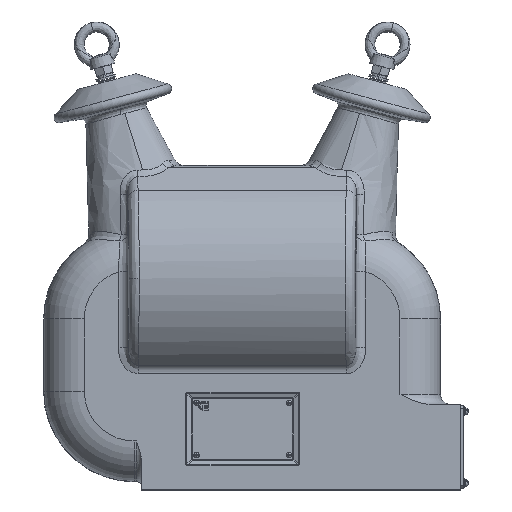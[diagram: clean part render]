
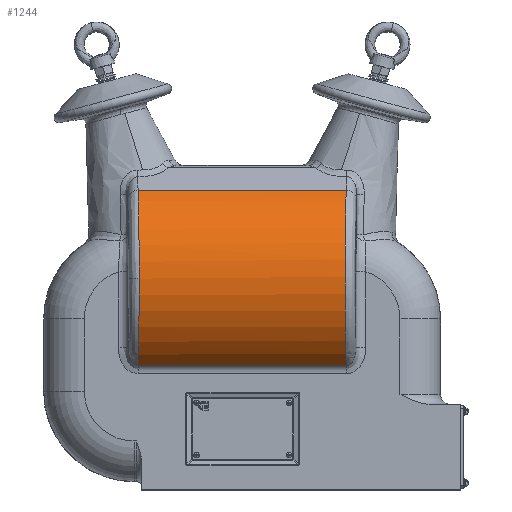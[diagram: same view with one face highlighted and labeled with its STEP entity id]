
A CAD part, top view. The second image highlights one B-rep face of the part: STEP entity #1244.
In plain terms, the highlighted cylindrical face has radius 107.5 mm (diameter 215 mm), a partial arc.
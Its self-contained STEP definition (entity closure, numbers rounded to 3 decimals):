
#1244 = ADVANCED_FACE ( 'NONE', ( #21734 ), #21738, .T. ) ;
#2577 = VERTEX_POINT ( 'NONE', #20303 ) ;
#2614 = LINE ( 'NONE', #18002, #2622 ) ;
#2616 = VERTEX_POINT ( 'NONE', #20355 ) ;
#2622 = VECTOR ( 'NONE', #17975, 1000. ) ;
#2691 = LINE ( 'NONE', #18081, #2773 ) ;
#2773 = VECTOR ( 'NONE', #18179, 1000. ) ;
#7951 = EDGE_CURVE ( 'NONE', #14055, #14142, #24477, .T. ) ;
#9041 = CARTESIAN_POINT ( 'NONE',  ( 103.476, -11.341, 64.043 ) ) ;
#9062 = CARTESIAN_POINT ( 'NONE',  ( -103.531, 163.032, 61.698 ) ) ;
#9075 = CARTESIAN_POINT ( 'NONE',  ( 103.531, 163.032, 61.698 ) ) ;
#14055 = VERTEX_POINT ( 'NONE', #9041 ) ;
#14104 = VERTEX_POINT ( 'NONE', #9062 ) ;
#14142 = VERTEX_POINT ( 'NONE', #9075 ) ;
#15468 = AXIS2_PLACEMENT_3D ( 'NONE', #29738, #29751, #29740 ) ;
#16534 = ORIENTED_EDGE ( 'NONE', *, *, #24799, .T. ) ;
#16555 = ORIENTED_EDGE ( 'NONE', *, *, #25673, .T. ) ;
#16556 = ORIENTED_EDGE ( 'NONE', *, *, #25682, .T. ) ;
#16562 = ORIENTED_EDGE ( 'NONE', *, *, #7951, .T. ) ;
#16574 = ORIENTED_EDGE ( 'NONE', *, *, #25670, .T. ) ;
#17822 = CARTESIAN_POINT ( 'NONE',  ( -103.531, 163.032, 61.698 ) ) ;
#17952 = CARTESIAN_POINT ( 'NONE',  ( -102.443, 110.77, 107.5 ) ) ;
#17960 = CARTESIAN_POINT ( 'NONE',  ( -102.836, 142.502, 90.99 ) ) ;
#17961 = CARTESIAN_POINT ( 'NONE',  ( -102.443, 75., 107.5 ) ) ;
#17975 = DIRECTION ( 'NONE',  ( -1., 0., 0. ) ) ;
#18002 = CARTESIAN_POINT ( 'NONE',  ( 115., 163.032, 61.698 ) ) ;
#18081 = CARTESIAN_POINT ( 'NONE',  ( 115., -11.341, 64.043 ) ) ;
#18179 = DIRECTION ( 'NONE',  ( 1., 0., 0. ) ) ;
#20303 = CARTESIAN_POINT ( 'NONE',  ( -103.476, -11.341, 64.043 ) ) ;
#20355 = CARTESIAN_POINT ( 'NONE',  ( -102.443, 75., 107.5 ) ) ;
#20923 = CARTESIAN_POINT ( 'NONE',  ( 103.531, 163.032, 61.698 ) ) ;
#20941 = CARTESIAN_POINT ( 'NONE',  ( 101.942, 36.54, 128.595 ) ) ;
#20958 = CARTESIAN_POINT ( 'NONE',  ( 101.968, 116.904, 127.514 ) ) ;
#20972 = CARTESIAN_POINT ( 'NONE',  ( 103.476, -11.341, 64.043 ) ) ;
#21734 = FACE_OUTER_BOUND ( 'NONE', #27169, .T. ) ;
#21738 = CYLINDRICAL_SURFACE ( 'NONE', #15468, 107.5 ) ;
#23953 = CARTESIAN_POINT ( 'NONE',  ( -102.443, 75., 107.5 ) ) ;
#23954 = CARTESIAN_POINT ( 'NONE',  ( -102.443, 40.311, 107.5 ) ) ;
#24140 = CARTESIAN_POINT ( 'NONE',  ( -103.476, -11.341, 64.043 ) ) ;
#24148 = CARTESIAN_POINT ( 'NONE',  ( -102.814, 9.325, 91.904 ) ) ;
#24465 =( BOUNDED_CURVE ( )  B_SPLINE_CURVE ( 3, ( #23953, #23954, #24148, #24140 ),
 .UNSPECIFIED., .F., .T. ) 
 B_SPLINE_CURVE_WITH_KNOTS ( ( 4, 4 ),
 ( 0., 0.933 ),
 .UNSPECIFIED. ) 
 CURVE ( )  GEOMETRIC_REPRESENTATION_ITEM ( )  RATIONAL_B_SPLINE_CURVE ( ( 1., 0.929, 0.929, 1. ) ) 
 REPRESENTATION_ITEM ( '' )  );
#24477 =( BOUNDED_CURVE ( )  B_SPLINE_CURVE ( 3, ( #20972, #20941, #20958, #20923 ),
 .UNSPECIFIED., .F., .T. ) 
 B_SPLINE_CURVE_WITH_KNOTS ( ( 4, 4 ),
 ( 2.209, 4.101 ),
 .UNSPECIFIED. ) 
 CURVE ( )  GEOMETRIC_REPRESENTATION_ITEM ( )  RATIONAL_B_SPLINE_CURVE ( ( 1., 0.723, 0.723, 1. ) ) 
 REPRESENTATION_ITEM ( '' )  );
#24488 =( BOUNDED_CURVE ( )  B_SPLINE_CURVE ( 3, ( #17822, #17960, #17952, #17961 ),
 .UNSPECIFIED., .F., .T. ) 
 B_SPLINE_CURVE_WITH_KNOTS ( ( 4, 4 ),
 ( 5.324, 6.283 ),
 .UNSPECIFIED. ) 
 CURVE ( )  GEOMETRIC_REPRESENTATION_ITEM ( )  RATIONAL_B_SPLINE_CURVE ( ( 1., 0.925, 0.925, 1. ) ) 
 REPRESENTATION_ITEM ( '' )  );
#24799 = EDGE_CURVE ( 'NONE', #2616, #2577, #24465, .T. ) ;
#25670 = EDGE_CURVE ( 'NONE', #14104, #2616, #24488, .T. ) ;
#25673 = EDGE_CURVE ( 'NONE', #14142, #14104, #2614, .T. ) ;
#25682 = EDGE_CURVE ( 'NONE', #2577, #14055, #2691, .T. ) ;
#27169 = EDGE_LOOP ( 'NONE', ( #16574, #16534, #16556, #16562, #16555 ) ) ;
#29738 = CARTESIAN_POINT ( 'NONE',  ( 115., 75., 0. ) ) ;
#29740 = DIRECTION ( 'NONE',  ( 0., 0., -1. ) ) ;
#29751 = DIRECTION ( 'NONE',  ( 1., 0., 0. ) ) ;
